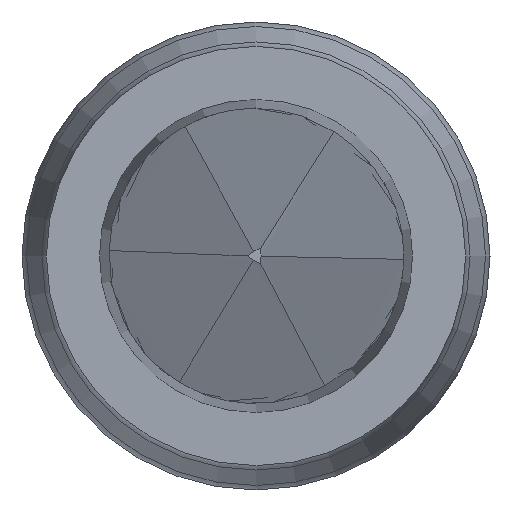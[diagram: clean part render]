
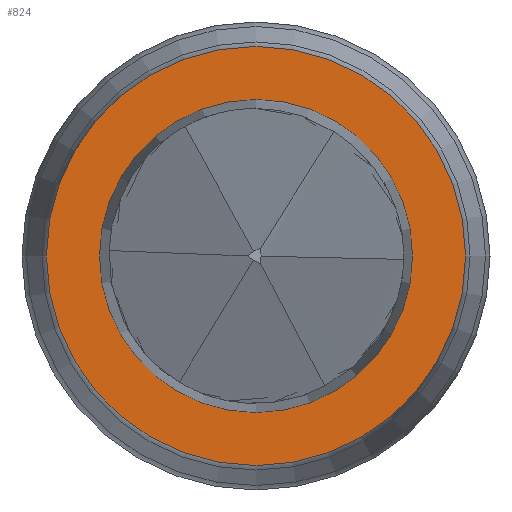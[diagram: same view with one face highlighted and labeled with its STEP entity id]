
A CAD part, left-side view. The second image highlights one B-rep face of the part: STEP entity #824.
In plain terms, the highlighted planar face has unit normal (-1, 0, 0).
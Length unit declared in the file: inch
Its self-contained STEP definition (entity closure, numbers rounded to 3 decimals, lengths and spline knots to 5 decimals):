
#93 = EDGE_LOOP ( 'NONE', ( #1451 ) ) ;
#97 = EDGE_CURVE ( 'NONE', #609, #609, #1001, .T. ) ;
#167 = DIRECTION ( 'NONE',  ( 1., 0., 0. ) ) ;
#213 = CARTESIAN_POINT ( 'NONE',  ( 0., 0., -0.018 ) ) ;
#268 = CARTESIAN_POINT ( 'NONE',  ( 0., 0., 0. ) ) ;
#475 = CIRCLE ( 'NONE', #1056, 0.018 ) ;
#494 = DIRECTION ( 'NONE',  ( -1., 0., 0. ) ) ;
#574 = VERTEX_POINT ( 'NONE', #213 ) ;
#609 = VERTEX_POINT ( 'NONE', #1570 ) ;
#645 = FACE_OUTER_BOUND ( 'NONE', #93, .T. ) ;
#716 = AXIS2_PLACEMENT_3D ( 'NONE', #1378, #167, #765 ) ;
#730 = ORIENTED_EDGE ( 'NONE', *, *, #97, .T. ) ;
#765 = DIRECTION ( 'NONE',  ( 0., 0., 1. ) ) ;
#824 = ADVANCED_FACE ( 'NONE', ( #1474, #645 ), #1019, .T. ) ;
#926 = EDGE_CURVE ( 'NONE', #574, #574, #475, .T. ) ;
#996 = DIRECTION ( 'NONE',  ( 0., 0., -1. ) ) ;
#1001 = CIRCLE ( 'NONE', #716, 0.01344 ) ;
#1019 = PLANE ( 'NONE',  #1157 ) ;
#1056 = AXIS2_PLACEMENT_3D ( 'NONE', #268, #494, #996 ) ;
#1157 = AXIS2_PLACEMENT_3D ( 'NONE', #1519, #1396, #1529 ) ;
#1342 = EDGE_LOOP ( 'NONE', ( #730 ) ) ;
#1378 = CARTESIAN_POINT ( 'NONE',  ( 0., 0., 0. ) ) ;
#1396 = DIRECTION ( 'NONE',  ( -1., 0., 0. ) ) ;
#1451 = ORIENTED_EDGE ( 'NONE', *, *, #926, .T. ) ;
#1474 = FACE_BOUND ( 'NONE', #1342, .T. ) ;
#1519 = CARTESIAN_POINT ( 'NONE',  ( 0., -0.018, 0. ) ) ;
#1529 = DIRECTION ( 'NONE',  ( 0., 0., -1. ) ) ;
#1570 = CARTESIAN_POINT ( 'NONE',  ( 0., 0., 0.01344 ) ) ;
